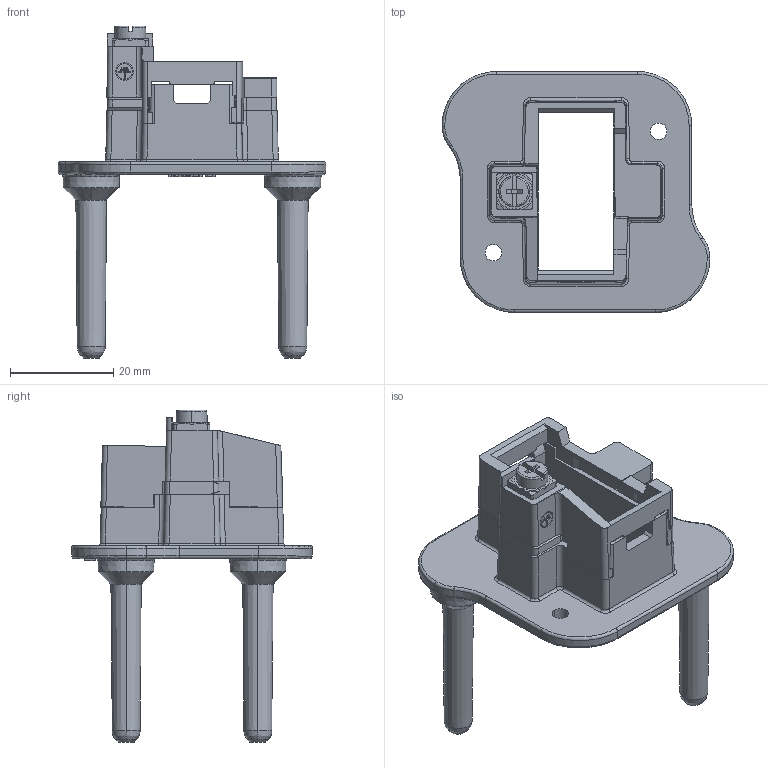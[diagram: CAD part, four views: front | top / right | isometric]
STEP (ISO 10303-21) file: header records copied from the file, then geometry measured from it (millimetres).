
FILE_DESCRIPTION((''),'2;1');
FILE_NAME('00000','2023-05-05T',('lj.zou'),(''),'PRO/ENGINEER BY PARAMETRIC TECHNOLOGY CORPORATION, 2012480','PRO/ENGINEER BY PARAMETRIC TECHNOLOGY CORPORATION, 2012480','');
FILE_SCHEMA(('CONFIG_CONTROL_DESIGN'));
Length unit declared in the file: millimetre
Products named in the file (1): 00000
Bounding box: 51.8 x 46.65 x 64.24 mm (x, y, z)
Volume: 12694.4 mm3; surface area: 10728.2 mm2
Topology: 1 solids, 1 shells, 532 faces, 1524 edges, 990 vertices
Faces by surface type: plane 322, cylinder 130, torus 35, cone 28, bspline 17
Entity records: 18547 total; most frequent: CARTESIAN_POINT 4812, ORIENTED_EDGE 3042, DIRECTION 2601, EDGE_CURVE 1521, VECTOR 1031, LINE 1031, VERTEX_POINT 990, AXIS2_PLACEMENT_3D 785
